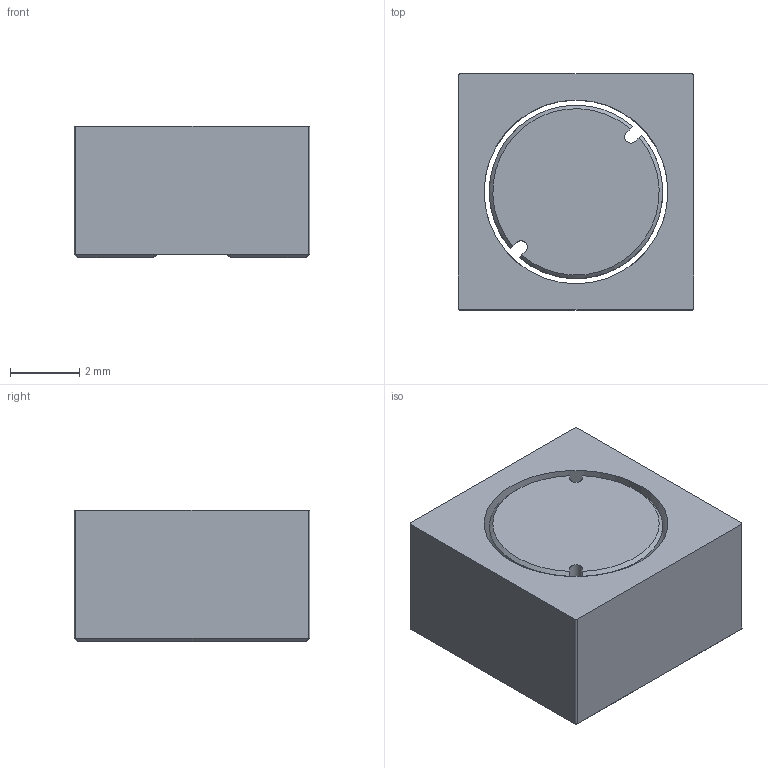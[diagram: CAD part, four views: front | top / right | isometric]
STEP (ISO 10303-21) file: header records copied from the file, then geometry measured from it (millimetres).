
FILE_DESCRIPTION((''),'2;1');
FILE_NAME('IND_BOURNS_SRR6038.stp','2015-08-06T15:24:50',(''),(''),'Mechanical Desktop 2011','Mechanical Desktop 2011',', , ');
FILE_SCHEMA(('AUTOMOTIVE_DESIGN { 1 2 10303 214 1 1 1 1 }'));
Length unit declared in the file: millimetre
Products named in the file (1): Product
Bounding box: 6.8 x 6.8 x 3.8 mm (x, y, z)
Volume: 162.9 mm3; surface area: 354.8 mm2
Topology: 4 solids, 4 shells, 52 faces, 133 edges, 89 vertices
Faces by surface type: bspline 24, plane 14, cylinder 12, cone 2
Entity records: 1866 total; most frequent: CARTESIAN_POINT 598, ORIENTED_EDGE 266, DIRECTION 234, EDGE_CURVE 133, VERTEX_POINT 89, AXIS2_PLACEMENT_3D 82, VECTOR 70, LINE 70
